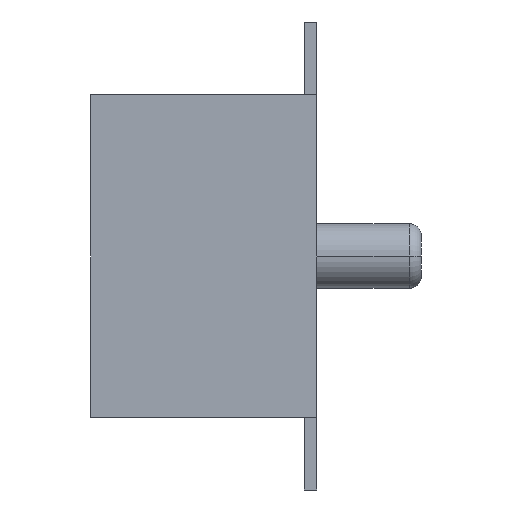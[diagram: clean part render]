
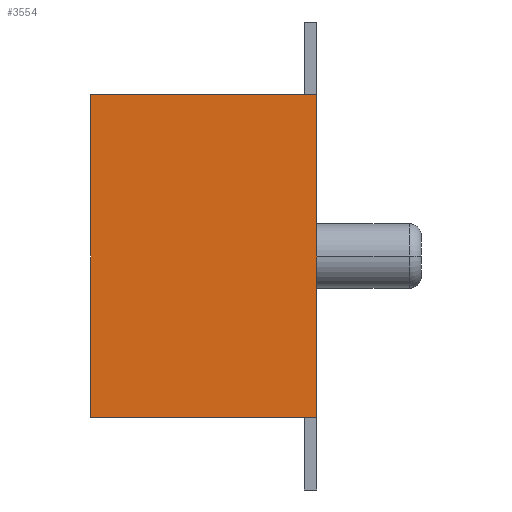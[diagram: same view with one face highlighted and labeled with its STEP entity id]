
A CAD part, left-side view. The second image highlights one B-rep face of the part: STEP entity #3554.
In plain terms, the highlighted face is planar.
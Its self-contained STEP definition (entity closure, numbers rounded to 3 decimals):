
#261 = ORIENTED_EDGE ( 'NONE', *, *, #4561, .F. ) ;
#306 = VERTEX_POINT ( 'NONE', #2047 ) ;
#387 = CARTESIAN_POINT ( 'NONE',  ( 2., 0., -8. ) ) ;
#497 = EDGE_CURVE ( 'NONE', #4574, #5187, #1022, .T. ) ;
#514 = EDGE_LOOP ( 'NONE', ( #2891, #261, #4494, #6505 ) ) ;
#858 = CARTESIAN_POINT ( 'NONE',  ( 2., 2.8, -8. ) ) ;
#1022 = LINE ( 'NONE', #2767, #1789 ) ;
#1167 = PLANE ( 'NONE',  #1811 ) ;
#1273 = DIRECTION ( 'NONE',  ( 0., 0., 1. ) ) ;
#1484 = DIRECTION ( 'NONE',  ( -1., 0., 0. ) ) ;
#1763 = CARTESIAN_POINT ( 'NONE',  ( 2., 2.8, -8. ) ) ;
#1789 = VECTOR ( 'NONE', #6830, 1000. ) ;
#1811 = AXIS2_PLACEMENT_3D ( 'NONE', #1763, #1273, #2320 ) ;
#1962 = LINE ( 'NONE', #387, #5360 ) ;
#2047 = CARTESIAN_POINT ( 'NONE',  ( -2., 0., -8. ) ) ;
#2115 = EDGE_CURVE ( 'NONE', #4574, #2452, #5638, .T. ) ;
#2320 = DIRECTION ( 'NONE',  ( 1., 0., 0. ) ) ;
#2452 = VERTEX_POINT ( 'NONE', #6088 ) ;
#2510 = DIRECTION ( 'NONE',  ( 0., -1., 0. ) ) ;
#2767 = CARTESIAN_POINT ( 'NONE',  ( 2., 2.8, -8. ) ) ;
#2891 = ORIENTED_EDGE ( 'NONE', *, *, #4080, .T. ) ;
#3128 = CARTESIAN_POINT ( 'NONE',  ( 2., 2.8, -8. ) ) ;
#3554 = ADVANCED_FACE ( 'NONE', ( #4998 ), #1167, .F. ) ;
#4080 = EDGE_CURVE ( 'NONE', #5187, #306, #1962, .T. ) ;
#4494 = ORIENTED_EDGE ( 'NONE', *, *, #2115, .F. ) ;
#4561 = EDGE_CURVE ( 'NONE', #2452, #306, #6743, .T. ) ;
#4574 = VERTEX_POINT ( 'NONE', #3128 ) ;
#4831 = CARTESIAN_POINT ( 'NONE',  ( 2., 0., -8. ) ) ;
#4998 = FACE_OUTER_BOUND ( 'NONE', #514, .T. ) ;
#5187 = VERTEX_POINT ( 'NONE', #4831 ) ;
#5360 = VECTOR ( 'NONE', #6190, 1000. ) ;
#5594 = VECTOR ( 'NONE', #1484, 1000. ) ;
#5638 = LINE ( 'NONE', #858, #5594 ) ;
#5713 = CARTESIAN_POINT ( 'NONE',  ( -2., 2.8, -8. ) ) ;
#6088 = CARTESIAN_POINT ( 'NONE',  ( -2., 2.8, -8. ) ) ;
#6190 = DIRECTION ( 'NONE',  ( -1., 0., 0. ) ) ;
#6505 = ORIENTED_EDGE ( 'NONE', *, *, #497, .T. ) ;
#6561 = VECTOR ( 'NONE', #2510, 1000. ) ;
#6743 = LINE ( 'NONE', #5713, #6561 ) ;
#6830 = DIRECTION ( 'NONE',  ( 0., -1., 0. ) ) ;
